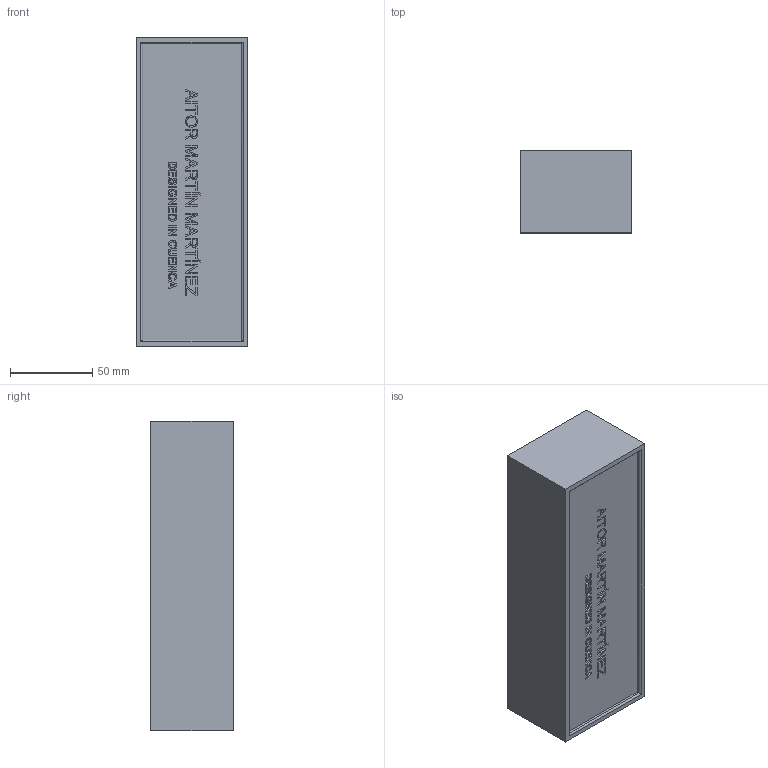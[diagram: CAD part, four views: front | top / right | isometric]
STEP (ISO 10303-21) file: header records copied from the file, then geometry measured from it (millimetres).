
FILE_DESCRIPTION(/* description */ (''),/* implementation_level */ '2;1');
FILE_NAME(/* name */ 'Keyhome v5.step',/* time_stamp */ '2020-03-31T19:31:23+02:00',/* author */ (''),/* organization */ (''),/* preprocessor_version */ 'ST-DEVELOPER v18',/* originating_system */ 'Autodesk Translation Framework v8.12.0.6',/* authorisation */ '');
FILE_SCHEMA (('AUTOMOTIVE_DESIGN { 1 0 10303 214 3 1 1 }'));
Length unit declared in the file: millimetre
Products named in the file (3): Untitled; BASE V1; TAPA V1
Assembly tree (2 placements, depth 2):
  Untitled
    BASE V1
    TAPA V1
Bounding box: 68 x 50 x 188 mm (x, y, z)
Volume: 213899.3 mm3; surface area: 102247.7 mm2
Topology: 2 solids, 2 shells, 699 faces, 1897 edges, 1258 vertices
Faces by surface type: plane 446, bspline 227, cylinder 18, torus 6, sphere 2
Entity records: 23935 total; most frequent: CARTESIAN_POINT 7754, ORIENTED_EDGE 3794, DIRECTION 2427, EDGE_CURVE 1897, LINE 1405, VECTOR 1405, VERTEX_POINT 1258, EDGE_LOOP 755
